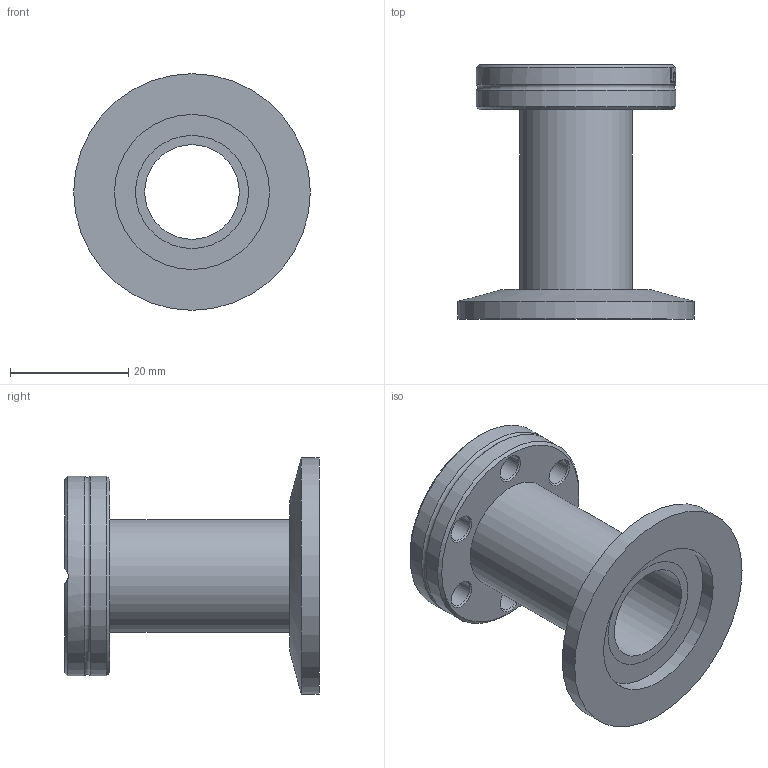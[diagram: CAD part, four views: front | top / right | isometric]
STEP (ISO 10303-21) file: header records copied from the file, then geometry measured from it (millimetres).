
FILE_DESCRIPTION(/* description */ (''),/* implementation_level */ '2;1');
FILE_NAME(/* name */ 'FL-16CF-25KF.stp',/* time_stamp */ '2019-02-12T14:09:34+00:00',/* author */ ('paul'),/* organization */ (''),/* preprocessor_version */ 'ST-DEVELOPER v17.2',/* originating_system */ 'Autodesk Inventor 2019',/* authorisation */ '');
FILE_SCHEMA (('AUTOMOTIVE_DESIGN { 1 0 10303 214 3 1 1 }'));
Length unit declared in the file: millimetre
Products named in the file (4): FL-16CF-16KF; FL-16CF-19; FL-25KF; tube
Assembly tree (3 placements, depth 2):
  FL-16CF-16KF
    FL-16CF-19
    FL-25KF
    tube
Bounding box: 40 x 43 x 40 mm (x, y, z)
Volume: 10581.9 mm3; surface area: 9909.1 mm2
Topology: 3 solids, 3 shells, 138 faces, 374 edges, 251 vertices
Faces by surface type: plane 52, bspline 41, cylinder 26, cone 18, torus 1
Full cylindrical faces by diameter (mm): 4.4 x6, 16 x2, 19.1 x3, 21.4 x1, 26.2 x1, 33.8 x2, 40 x1
Entity records: 5935 total; most frequent: CARTESIAN_POINT 2428, ORIENTED_EDGE 748, DIRECTION 628, EDGE_CURVE 374, VERTEX_POINT 251, AXIS2_PLACEMENT_3D 242, EDGE_LOOP 165, LINE 144
